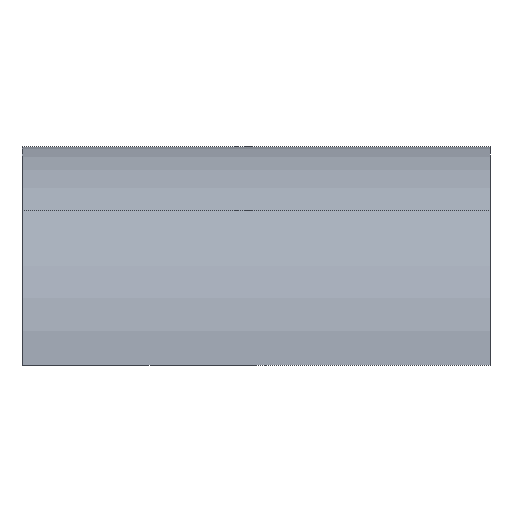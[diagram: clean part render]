
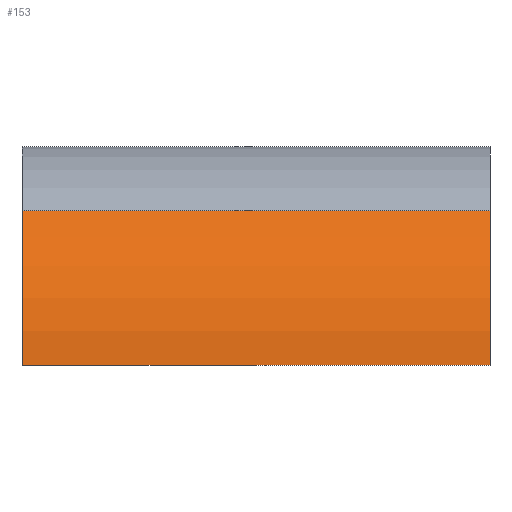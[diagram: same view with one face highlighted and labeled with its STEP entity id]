
A CAD part, left-side view. The second image highlights one B-rep face of the part: STEP entity #153.
In plain terms, the highlighted cylindrical face has radius 125.25 mm (diameter 250.5 mm), a partial arc.
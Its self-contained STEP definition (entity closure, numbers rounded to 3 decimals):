
#129=CYLINDRICAL_SURFACE('',#514,125.25);
#153=ADVANCED_FACE('',(#193),#129,.T.);
#193=FACE_OUTER_BOUND('',#217,.T.);
#217=EDGE_LOOP('',(#323,#324,#325,#326));
#231=CIRCLE('',#506,125.25);
#233=CIRCLE('',#510,125.25);
#323=ORIENTED_EDGE('',*,*,#406,.T.);
#324=ORIENTED_EDGE('',*,*,#403,.T.);
#325=ORIENTED_EDGE('',*,*,#400,.F.);
#326=ORIENTED_EDGE('',*,*,#410,.F.);
#355=VERTEX_POINT('',#710);
#357=VERTEX_POINT('',#713);
#359=VERTEX_POINT('',#719);
#361=VERTEX_POINT('',#725);
#400=EDGE_CURVE('',#355,#357,#231,.T.);
#403=EDGE_CURVE('',#359,#357,#437,.T.);
#406=EDGE_CURVE('',#361,#359,#233,.T.);
#410=EDGE_CURVE('',#361,#355,#442,.T.);
#437=LINE('',#718,#469);
#442=LINE('',#731,#474);
#469=VECTOR('',#610,1.);
#474=VECTOR('',#623,1.);
#506=AXIS2_PLACEMENT_3D('',#712,#603,#604);
#510=AXIS2_PLACEMENT_3D('',#724,#615,#616);
#514=AXIS2_PLACEMENT_3D('',#733,#626,#627);
#603=DIRECTION('',(0.,1.,0.));
#604=DIRECTION('',(0.,0.,-1.));
#610=DIRECTION('',(0.,1.,0.));
#615=DIRECTION('',(0.,1.,0.));
#616=DIRECTION('',(0.,0.,-1.));
#623=DIRECTION('',(0.,1.,0.));
#626=DIRECTION('',(0.,-1.,0.));
#627=DIRECTION('',(0.,0.,-1.));
#710=CARTESIAN_POINT('',(-125.247,134.5,0.914));
#712=CARTESIAN_POINT('',(0.,134.5,0.));
#713=CARTESIAN_POINT('',(-88.295,134.5,88.835));
#718=CARTESIAN_POINT('',(-88.295,134.5,88.835));
#719=CARTESIAN_POINT('',(-88.295,-131.5,88.835));
#724=CARTESIAN_POINT('',(0.,-131.5,0.));
#725=CARTESIAN_POINT('',(-125.247,-131.5,0.914));
#731=CARTESIAN_POINT('',(-125.247,134.5,0.914));
#733=CARTESIAN_POINT('',(0.,134.5,0.));
